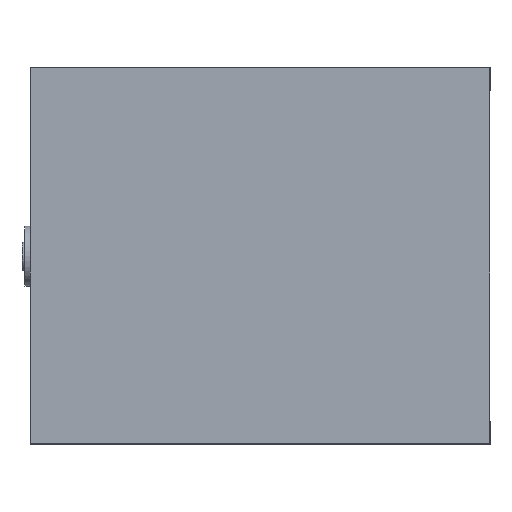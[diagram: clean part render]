
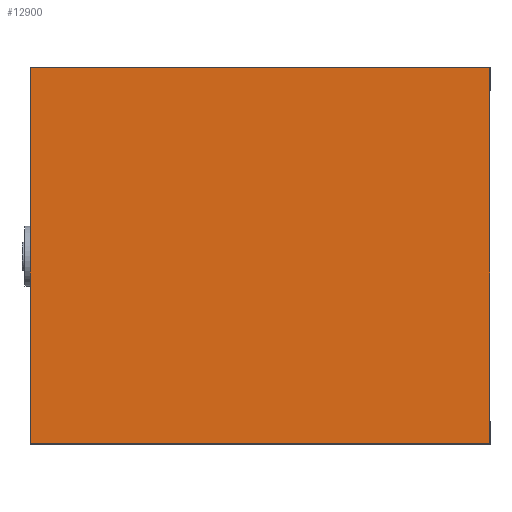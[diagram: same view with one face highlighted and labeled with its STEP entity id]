
A CAD part, top view. The second image highlights one B-rep face of the part: STEP entity #12900.
In plain terms, the highlighted planar face has unit normal (0, 0, 1).
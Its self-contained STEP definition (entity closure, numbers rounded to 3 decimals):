
#12510=CARTESIAN_POINT('',(1920.407,-4477.616,
1236.986));
#12520=DIRECTION('',(0.,0.,1.));
#12530=DIRECTION('',(1.,0.,0.));
#12540=AXIS2_PLACEMENT_3D('',#12510,#12520,#12530);
#12550=PLANE('',#12540);
#12560=CARTESIAN_POINT('',(1842.001,-4783.148,
1236.986));
#12570=DIRECTION('',(0.,1.,0.));
#12580=VECTOR('',#12570,1.);
#12590=LINE('',#12560,#12580);
#12600=CARTESIAN_POINT('',(1842.001,-4782.148,
1236.986));
#12610=VERTEX_POINT('',#12600);
#12620=CARTESIAN_POINT('',(1842.001,-4466.148,
1236.986));
#12630=VERTEX_POINT('',#12620);
#12640=EDGE_CURVE('',#12610,#12630,#12590,.T.);
#12650=ORIENTED_EDGE('',*,*,#12640,.F.);
#12660=CARTESIAN_POINT('',(1842.001,-4466.148,
1236.986));
#12670=DIRECTION('',(1.,0.,0.));
#12680=VECTOR('',#12670,1.);
#12690=LINE('',#12660,#12680);
#12700=CARTESIAN_POINT('',(2229.001,-4466.148,
1236.986));
#12710=VERTEX_POINT('',#12700);
#12720=EDGE_CURVE('',#12630,#12710,#12690,.T.);
#12730=ORIENTED_EDGE('',*,*,#12720,.F.);
#12740=CARTESIAN_POINT('',(2229.001,-4465.148,
1236.986));
#12750=DIRECTION('',(0.,-1.,0.));
#12760=VECTOR('',#12750,1.);
#12770=LINE('',#12740,#12760);
#12780=CARTESIAN_POINT('',(2229.001,-4782.148,
1236.986));
#12790=VERTEX_POINT('',#12780);
#12800=EDGE_CURVE('',#12710,#12790,#12770,.T.);
#12810=ORIENTED_EDGE('',*,*,#12800,.F.);
#12820=CARTESIAN_POINT('',(2142.001,-4782.148,
1236.986));
#12830=DIRECTION('',(-1.,0.,0.));
#12840=VECTOR('',#12830,1.);
#12850=LINE('',#12820,#12840);
#12860=EDGE_CURVE('',#12790,#12610,#12850,.T.);
#12870=ORIENTED_EDGE('',*,*,#12860,.F.);
#12880=EDGE_LOOP('',(#12870,#12810,#12730,#12650));
#12890=FACE_OUTER_BOUND('',#12880,.T.);
#12900=ADVANCED_FACE('',(#12890),#12550,.T.);
